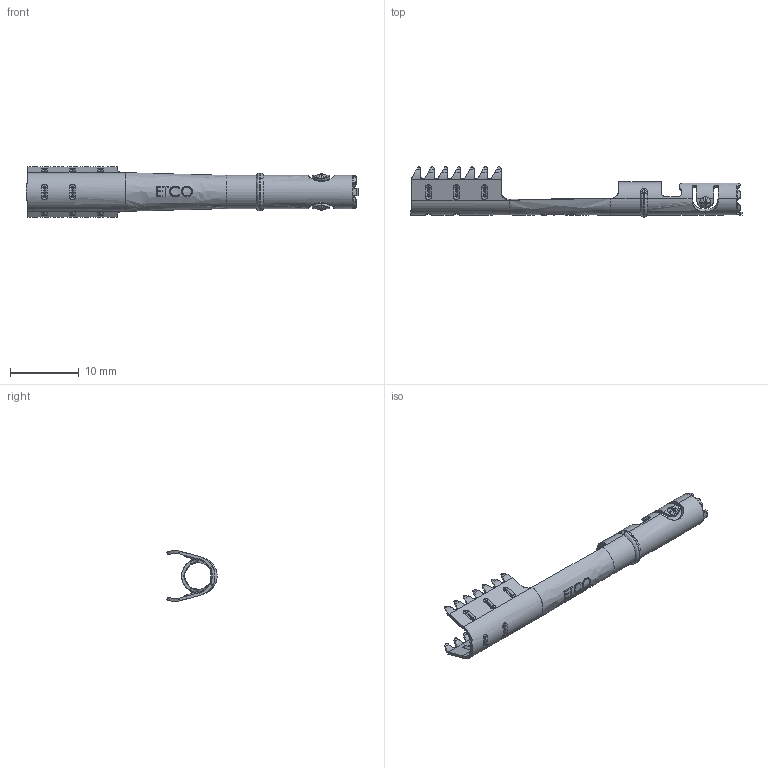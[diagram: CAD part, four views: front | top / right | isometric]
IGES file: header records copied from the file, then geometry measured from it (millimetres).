
Start section: SolidWorks IGES file using analytic representation for surfaces
Global section: file name: DT500.IGS; native system: SolidWorks 2019; preprocessor: SolidWorks 2019; author: sjohnson; date: 191106.072638; units: inch
Bounding box: 48.13 x 7.3 x 7.37 mm (x, y, z)
Surface area: 1125.5 mm2 (no closed solid volume)
Topology: 0 solids, 0 shells, 569 faces, 4556 edges, 4548 vertices
Faces by surface type: bspline 414, revolution 155
